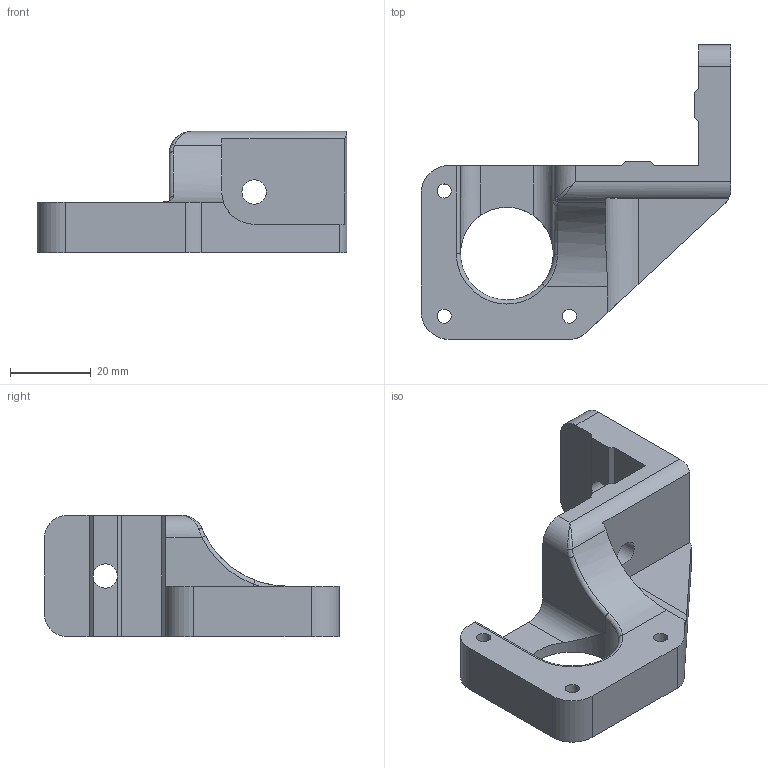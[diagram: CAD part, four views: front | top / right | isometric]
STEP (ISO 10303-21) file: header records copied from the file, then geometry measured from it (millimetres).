
FILE_DESCRIPTION(/* description */ (''),/* implementation_level */ '2;1');
FILE_NAME(/* name */ 'XY Stepper Mount Right outside Small v7.step',/* time_stamp */ '2020-10-20T11:30:05+02:00',/* author */ (''),/* organization */ (''),/* preprocessor_version */ 'ST-DEVELOPER v18.1',/* originating_system */ 'Autodesk Translation Framework v9.3.0.1241',/* authorisation */ '');
FILE_SCHEMA (('AUTOMOTIVE_DESIGN { 1 0 10303 214 3 1 1 }'));
Length unit declared in the file: millimetre
Products named in the file (1): XY Stepper Mount Right outside Small
Bounding box: 76.75 x 73 x 30 mm (x, y, z)
Volume: 36764.8 mm3; surface area: 12397.3 mm2
Topology: 1 solids, 1 shells, 51 faces, 144 edges, 91 vertices
Faces by surface type: plane 26, cylinder 20, bspline 3, torus 2
Full cylindrical faces by diameter (mm): 3.5 x3, 6 x2, 23 x1
Entity records: 1791 total; most frequent: CARTESIAN_POINT 404, ORIENTED_EDGE 286, DIRECTION 281, EDGE_CURVE 143, AXIS2_PLACEMENT_3D 97, VERTEX_POINT 91, LINE 87, VECTOR 87
